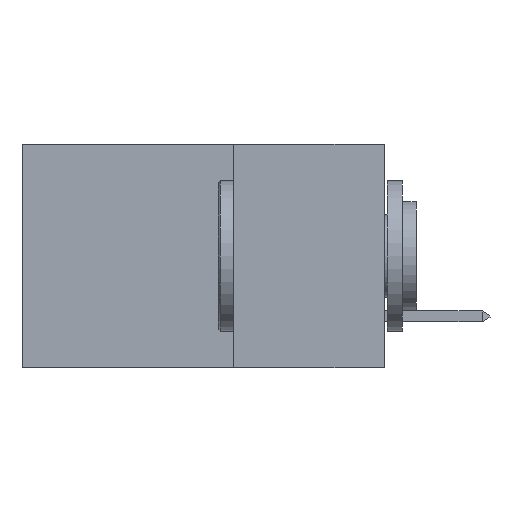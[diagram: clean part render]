
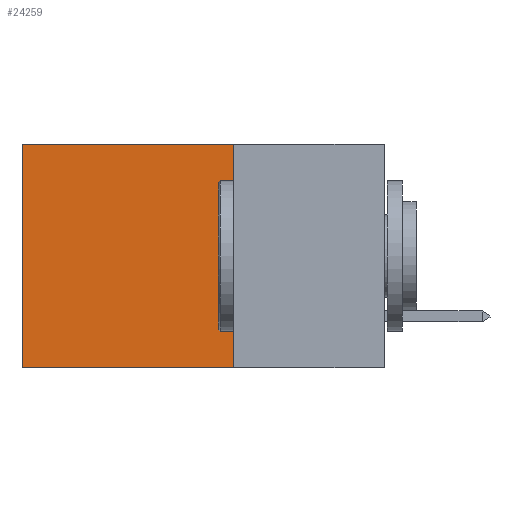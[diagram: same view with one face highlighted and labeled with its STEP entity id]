
A CAD part, left-side view. The second image highlights one B-rep face of the part: STEP entity #24259.
In plain terms, the highlighted planar face has unit normal (-1, 0, 0).
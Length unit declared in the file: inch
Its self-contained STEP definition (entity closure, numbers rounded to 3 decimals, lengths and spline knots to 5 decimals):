
#396 = DIRECTION ( 'NONE',  ( 1., 0., 0. ) ) ;
#724 = EDGE_CURVE ( 'NONE', #10755, #11302, #7114, .T. ) ;
#1384 = CARTESIAN_POINT ( 'NONE',  ( 0.2875, 0.25, -0.37 ) ) ;
#1562 = EDGE_LOOP ( 'NONE', ( #17384, #9508, #4202, #20630 ) ) ;
#1854 = CARTESIAN_POINT ( 'NONE',  ( 0.2875, 0.6, 0. ) ) ;
#2008 = VECTOR ( 'NONE', #5437, 39.37008 ) ;
#2597 = EDGE_CURVE ( 'NONE', #23564, #17337, #12885, .T. ) ;
#3622 = DIRECTION ( 'NONE',  ( 0., 1., 0. ) ) ;
#3812 = LINE ( 'NONE', #12930, #8156 ) ;
#4202 = ORIENTED_EDGE ( 'NONE', *, *, #724, .F. ) ;
#4965 = CARTESIAN_POINT ( 'NONE',  ( 0.2875, 0.25, -0.37 ) ) ;
#5437 = DIRECTION ( 'NONE',  ( 0., 0., -1. ) ) ;
#6269 = VECTOR ( 'NONE', #10467, 39.37008 ) ;
#6681 = EDGE_CURVE ( 'NONE', #11302, #17337, #16081, .T. ) ;
#6694 = DIRECTION ( 'NONE',  ( 0., 0., -1. ) ) ;
#7114 = LINE ( 'NONE', #19575, #2008 ) ;
#8156 = VECTOR ( 'NONE', #3622, 39.37008 ) ;
#8521 = EDGE_CURVE ( 'NONE', #10755, #23564, #3812, .T. ) ;
#8563 = CARTESIAN_POINT ( 'NONE',  ( 0.2875, 0.25, 0. ) ) ;
#9508 = ORIENTED_EDGE ( 'NONE', *, *, #6681, .F. ) ;
#9931 = PLANE ( 'NONE',  #21723 ) ;
#10467 = DIRECTION ( 'NONE',  ( 0., 1., 0. ) ) ;
#10755 = VERTEX_POINT ( 'NONE', #8563 ) ;
#11302 = VERTEX_POINT ( 'NONE', #1384 ) ;
#12306 = VECTOR ( 'NONE', #6694, 39.37008 ) ;
#12885 = LINE ( 'NONE', #17733, #12306 ) ;
#12930 = CARTESIAN_POINT ( 'NONE',  ( 0.2875, 0.25, 0. ) ) ;
#13689 = DIRECTION ( 'NONE',  ( 0., 0., -1. ) ) ;
#15099 = CARTESIAN_POINT ( 'NONE',  ( 0.2875, 0.6, -0.37 ) ) ;
#16081 = LINE ( 'NONE', #4965, #6269 ) ;
#17203 = FACE_OUTER_BOUND ( 'NONE', #1562, .T. ) ;
#17337 = VERTEX_POINT ( 'NONE', #15099 ) ;
#17384 = ORIENTED_EDGE ( 'NONE', *, *, #2597, .T. ) ;
#17733 = CARTESIAN_POINT ( 'NONE',  ( 0.2875, 0.6, 0. ) ) ;
#19575 = CARTESIAN_POINT ( 'NONE',  ( 0.2875, 0.25, 0. ) ) ;
#20630 = ORIENTED_EDGE ( 'NONE', *, *, #8521, .T. ) ;
#21723 = AXIS2_PLACEMENT_3D ( 'NONE', #22903, #396, #13689 ) ;
#22903 = CARTESIAN_POINT ( 'NONE',  ( 0.2875, 0.25, 0. ) ) ;
#23564 = VERTEX_POINT ( 'NONE', #1854 ) ;
#24259 = ADVANCED_FACE ( 'NONE', ( #17203 ), #9931, .F. ) ;
